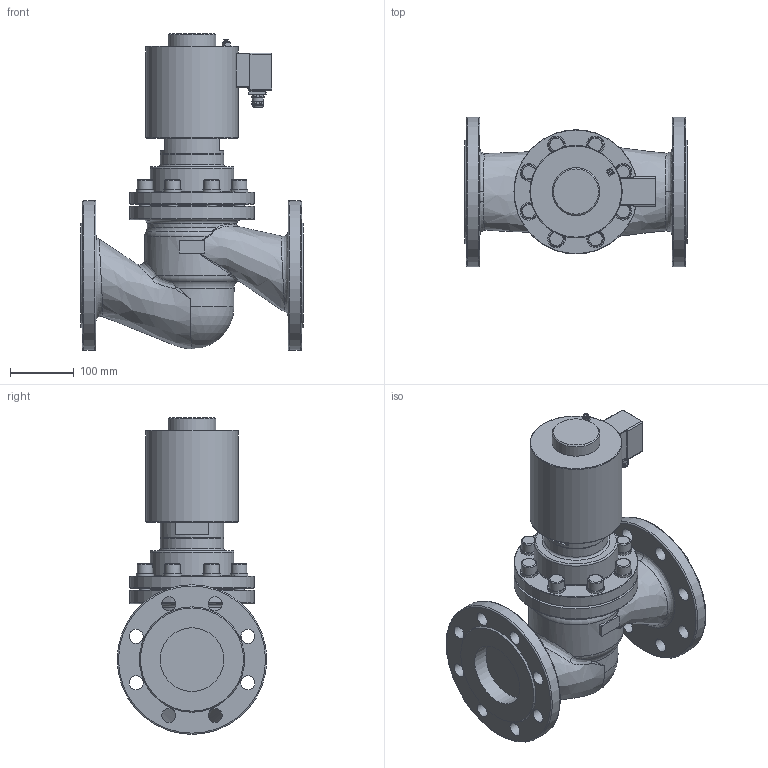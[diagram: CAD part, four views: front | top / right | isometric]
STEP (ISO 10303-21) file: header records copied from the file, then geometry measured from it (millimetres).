
FILE_DESCRIPTION(/* description */ (''),/* implementation_level */ '2;1');
FILE_NAME(/* name */ '024.007084_F2409-0806-.358 0-20bar DN10.stp',/* time_stamp */ '2025-08-18T11:51:31+02:00',/* author */ ('EToews'),/* organization */ (''),/* preprocessor_version */ 'ST-DEVELOPER v20',/* originating_system */ 'Autodesk Inventor 2024',/* authorisation */ '');
FILE_SCHEMA (('AUTOMOTIVE_DESIGN { 1 0 10303 214 3 1 1 }'));
Length unit declared in the file: millimetre
Products named in the file (1): 88-006861
Bounding box: 350 x 235 x 497.5 mm (x, y, z)
Volume: 11076107.6 mm3; surface area: 598073.3 mm2
Topology: 2 solids, 2 shells, 427 faces, 1157 edges, 747 vertices
Faces by surface type: cylinder 164, plane 155, torus 43, cone 38, bspline 26, sphere 1
Full cylindrical faces by diameter (mm): 4.51 x1, 16 x16, 17 x2, 22 x16, 24 x8, 75 x1, 100 x4, 131.6 x1, 134.5 x1, 141 x1, 145 x1, 195 x2, 235 x2
Entity records: 19695 total; most frequent: CARTESIAN_POINT 9141, ORIENTED_EDGE 2300, DIRECTION 2141, EDGE_CURVE 1150, AXIS2_PLACEMENT_3D 901, VERTEX_POINT 747, EDGE_LOOP 511, CIRCLE 459
